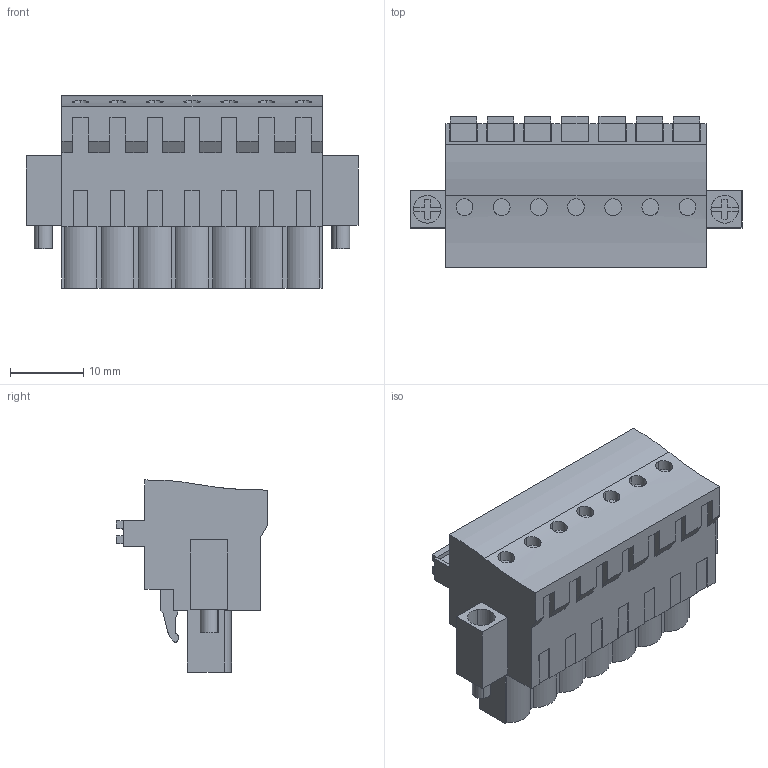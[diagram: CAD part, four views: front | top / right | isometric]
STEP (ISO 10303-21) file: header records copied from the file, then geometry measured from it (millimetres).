
FILE_DESCRIPTION(('CATIA V5 STEP Exchange','CAx-IF Rec.Pracs.--- Model Styling and Organization---1.2---2011-12-15'),'2;1');
FILE_NAME ('D1446314_0_1002140000_1002140000.stp','2017-09-09T13:46:04+00:00',('none'),('Weidmueller'),'CATIA Version 5-6 Release 2014','CATIA V5 STEP AP214','none');
FILE_SCHEMA(('AUTOMOTIVE_DESIGN { 1 0 10303 214 1 1 1 1 }'));
Length unit declared in the file: millimetre
Products named in the file (1): 1002140000
Bounding box: 45.36 x 20.64 x 26.24 mm (x, y, z)
Volume: 11287.9 mm3; surface area: 5664.6 mm2
Topology: 10 solids, 10 shells, 539 faces, 1524 edges, 1039 vertices
Faces by surface type: plane 427, cylinder 104, extrusion 8
Entity records: 17533 total; most frequent: CARTESIAN_POINT 3512, ORIENTED_EDGE 3048, DIRECTION 2303, EDGE_CURVE 1524, VECTOR 1290, LINE 1282, VERTEX_POINT 1039, AXIS2_PLACEMENT_3D 598
